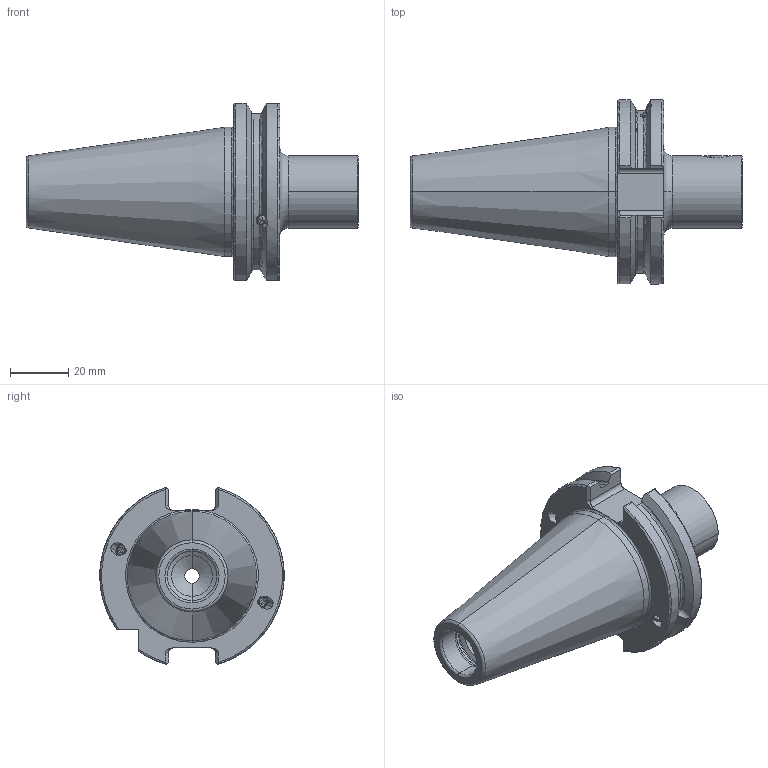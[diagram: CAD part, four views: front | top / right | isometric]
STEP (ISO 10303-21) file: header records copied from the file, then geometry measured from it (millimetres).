
FILE_DESCRIPTION (( 'STEP AP203' ), '1' );
FILE_NAME ('A14.440.025.046.STEP', '2024-08-27T07:15:42', ( '' ), ( '' ), 'SwSTEP 2.0', 'SolidWorks 2022', '' );
FILE_SCHEMA (( 'CONFIG_CONTROL_DESIGN' ));
Length unit declared in the file: millimetre
Products named in the file (5): ISO 4026 - M4 x 3_PreviewCfg; A14.440.025.046; WH2-ER1.001.010; SB4-WH2.K01.046_C_mit Bundkühlung; KVT_MB_600_040
Assembly tree (6 placements, depth 2):
  A14.440.025.046
    SB4-WH2.K01.046_C_mit Bundkühlung
    WH2-ER1.001.010
    ISO 4026 - M4 x 3_PreviewCfg  x2
    KVT_MB_600_040  x2
Bounding box: 114.25 x 63.5 x 60.94 mm (x, y, z)
Volume: 115031 mm3; surface area: 23572.9 mm2
Topology: 8 solids, 8 shells, 262 faces, 645 edges, 388 vertices
Faces by surface type: cone 84, cylinder 75, plane 65, torus 34, sphere 4
Entity records: 7444 total; most frequent: CARTESIAN_POINT 1818, ORIENTED_EDGE 1078, DIRECTION 1067, EDGE_CURVE 539, AXIS2_PLACEMENT_3D 420, VERTEX_POINT 329, LINE 227, VECTOR 227
